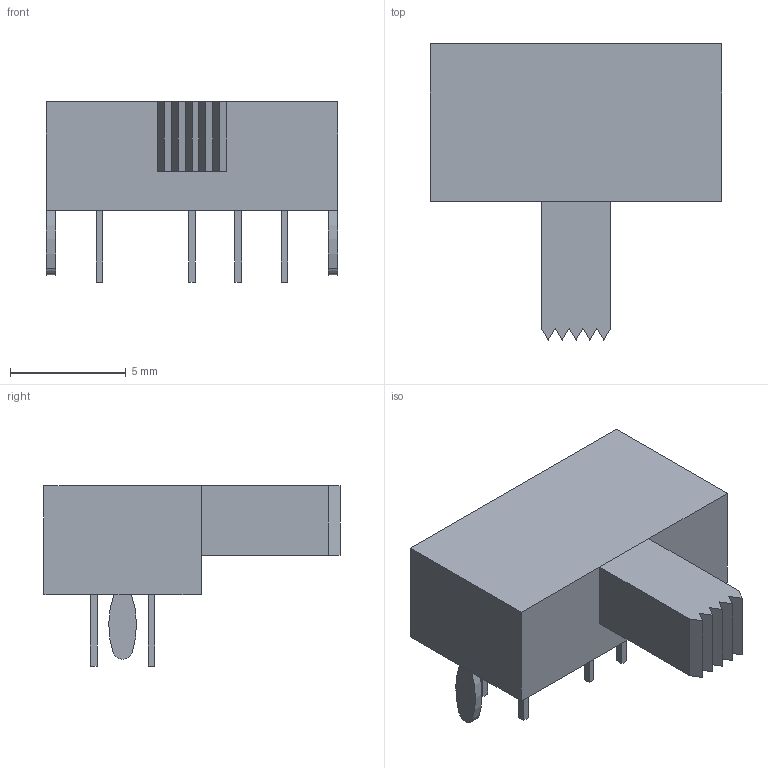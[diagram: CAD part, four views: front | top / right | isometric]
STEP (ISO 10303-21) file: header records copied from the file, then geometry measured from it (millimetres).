
FILE_DESCRIPTION(('FreeCAD Model'),'2;1');
FILE_NAME('Pocket.step','2021-01-24T11:16:15',('kicad StepUp'),('ksu MCAD'), 'Open CASCADE STEP processor 7.5','FreeCAD','Unknown');
FILE_SCHEMA(('AUTOMOTIVE_DESIGN { 1 0 10303 214 1 1 1 1 }'));
Length unit declared in the file: millimetre
Products named in the file (1): Pocket
Bounding box: 12.6 x 12.8 x 7.8 mm (x, y, z)
Volume: 458.9 mm3; surface area: 475.2 mm2
Topology: 1 solids, 1 shells, 70 faces, 174 edges, 114 vertices
Faces by surface type: plane 64, cylinder 6
Entity records: 2557 total; most frequent: CARTESIAN_POINT 359, ORIENTED_EDGE 348, DIRECTION 328, EDGE_CURVE 174, LINE 162, VECTOR 162, VERTEX_POINT 114, AXIS2_PLACEMENT_3D 83
